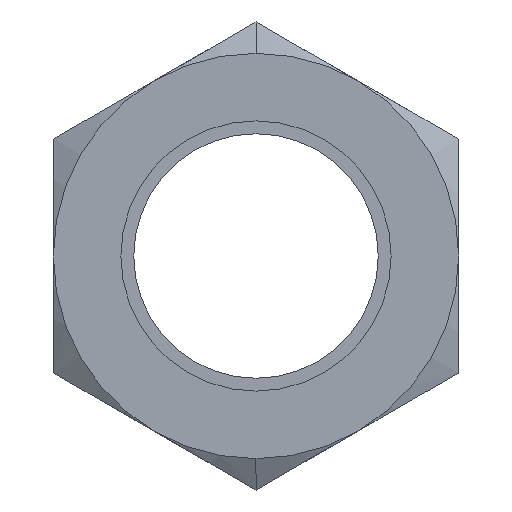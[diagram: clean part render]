
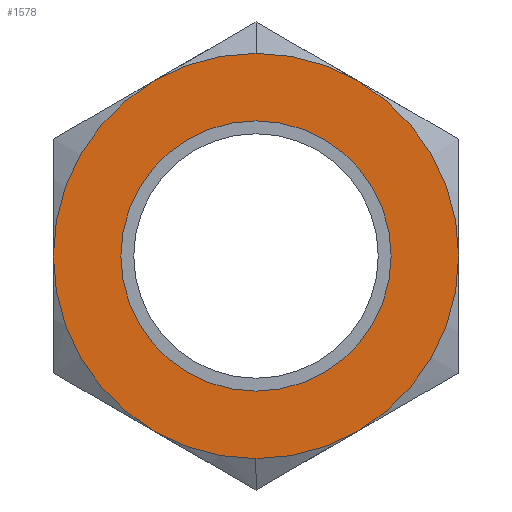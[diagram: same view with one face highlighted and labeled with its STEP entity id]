
A CAD part, left-side view. The second image highlights one B-rep face of the part: STEP entity #1578.
In plain terms, the highlighted planar face has unit normal (-1, 0, 0).
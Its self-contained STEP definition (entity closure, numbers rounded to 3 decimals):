
#70 = VERTEX_POINT ( 'NONE', #7773 ) ;
#386 = DIRECTION ( 'NONE',  ( 0., 0., -1. ) ) ;
#900 = CARTESIAN_POINT ( 'NONE',  ( 0., 0., 19.05 ) ) ;
#1322 = CIRCLE ( 'NONE', #6078, 38.1 ) ;
#1578 = ADVANCED_FACE ( 'NONE', ( #3223, #8421 ), #7630, .T. ) ;
#1763 = CIRCLE ( 'NONE', #5728, 38.1 ) ;
#1930 = CARTESIAN_POINT ( 'NONE',  ( 0., 0., -25.4 ) ) ;
#1940 = DIRECTION ( 'NONE',  ( 0., 0., 1. ) ) ;
#2432 = DIRECTION ( 'NONE',  ( 1., 0., 0. ) ) ;
#3223 = FACE_BOUND ( 'NONE', #5627, .T. ) ;
#3454 = VERTEX_POINT ( 'NONE', #6936 ) ;
#3564 = DIRECTION ( 'NONE',  ( 1., 0., 0. ) ) ;
#3900 = AXIS2_PLACEMENT_3D ( 'NONE', #900, #4615, #5509 ) ;
#4557 = ORIENTED_EDGE ( 'NONE', *, *, #5684, .T. ) ;
#4615 = DIRECTION ( 'NONE',  ( -1., 0., 0. ) ) ;
#4795 = VERTEX_POINT ( 'NONE', #9659 ) ;
#4798 = EDGE_LOOP ( 'NONE', ( #5147, #9328 ) ) ;
#4947 = DIRECTION ( 'NONE',  ( 1., 0., 0. ) ) ;
#5147 = ORIENTED_EDGE ( 'NONE', *, *, #9463, .F. ) ;
#5468 = DIRECTION ( 'NONE',  ( 0., 0., -1. ) ) ;
#5477 = ORIENTED_EDGE ( 'NONE', *, *, #8661, .T. ) ;
#5509 = DIRECTION ( 'NONE',  ( 0., 0., 1. ) ) ;
#5627 = EDGE_LOOP ( 'NONE', ( #5477, #4557 ) ) ;
#5684 = EDGE_CURVE ( 'NONE', #3454, #7836, #9654, .T. ) ;
#5728 = AXIS2_PLACEMENT_3D ( 'NONE', #7790, #2432, #5468 ) ;
#6078 = AXIS2_PLACEMENT_3D ( 'NONE', #7286, #3564, #1940 ) ;
#6264 = CARTESIAN_POINT ( 'NONE',  ( 0., 0., 0. ) ) ;
#6653 = AXIS2_PLACEMENT_3D ( 'NONE', #6264, #8536, #9238 ) ;
#6936 = CARTESIAN_POINT ( 'NONE',  ( 0., 0., 25.4 ) ) ;
#7170 = CARTESIAN_POINT ( 'NONE',  ( 0., 0., 0. ) ) ;
#7286 = CARTESIAN_POINT ( 'NONE',  ( 0., 0., 0. ) ) ;
#7337 = EDGE_CURVE ( 'NONE', #70, #4795, #1763, .T. ) ;
#7630 = PLANE ( 'NONE',  #3900 ) ;
#7773 = CARTESIAN_POINT ( 'NONE',  ( 0., 0., -38.1 ) ) ;
#7790 = CARTESIAN_POINT ( 'NONE',  ( 0., 0., 0. ) ) ;
#7836 = VERTEX_POINT ( 'NONE', #1930 ) ;
#8421 = FACE_OUTER_BOUND ( 'NONE', #4798, .T. ) ;
#8536 = DIRECTION ( 'NONE',  ( 1., 0., 0. ) ) ;
#8661 = EDGE_CURVE ( 'NONE', #7836, #3454, #9205, .T. ) ;
#9205 = CIRCLE ( 'NONE', #9524, 25.4 ) ;
#9238 = DIRECTION ( 'NONE',  ( 0., 0., 1. ) ) ;
#9328 = ORIENTED_EDGE ( 'NONE', *, *, #7337, .F. ) ;
#9463 = EDGE_CURVE ( 'NONE', #4795, #70, #1322, .T. ) ;
#9524 = AXIS2_PLACEMENT_3D ( 'NONE', #7170, #4947, #386 ) ;
#9654 = CIRCLE ( 'NONE', #6653, 25.4 ) ;
#9659 = CARTESIAN_POINT ( 'NONE',  ( 0., 0., 38.1 ) ) ;
